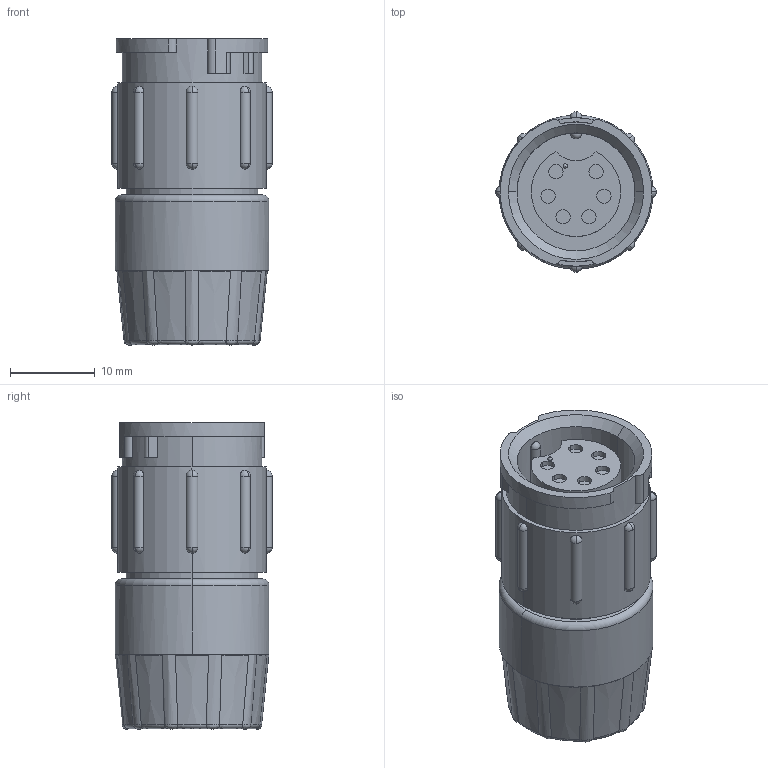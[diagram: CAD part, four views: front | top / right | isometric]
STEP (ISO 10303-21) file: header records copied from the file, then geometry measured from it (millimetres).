
FILE_DESCRIPTION (( 'STEP AP203' ), '1' );
FILE_NAME ('5282-6SG-3DC.STEP', '2013-10-22T16:52:28', ( 'J0FPBF1' ), ( '' ), 'SwSTEP 2.0', 'SolidWorks 2012', '' );
FILE_SCHEMA (( 'CONFIG_CONTROL_DESIGN' ));
Length unit declared in the file: inch
Products named in the file (1): 5282-6SG-3DC
Bounding box: 18.92 x 18.92 x 36.14 mm (x, y, z)
Volume: 7709.5 mm3; surface area: 3374.8 mm2
Topology: 1 solids, 1 shells, 197 faces, 549 edges, 341 vertices
Faces by surface type: cylinder 56, torus 44, plane 40, sphere 34, cone 13, bspline 10
Entity records: 6516 total; most frequent: CARTESIAN_POINT 1848, DIRECTION 995, ORIENTED_EDGE 960, EDGE_CURVE 480, AXIS2_PLACEMENT_3D 451, VERTEX_POINT 306, CIRCLE 263, EDGE_LOOP 218
